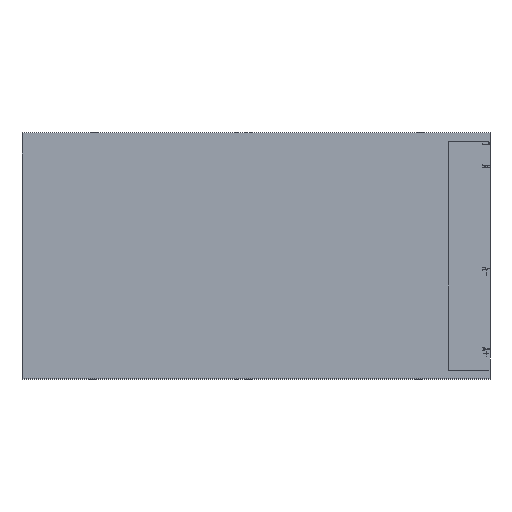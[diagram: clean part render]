
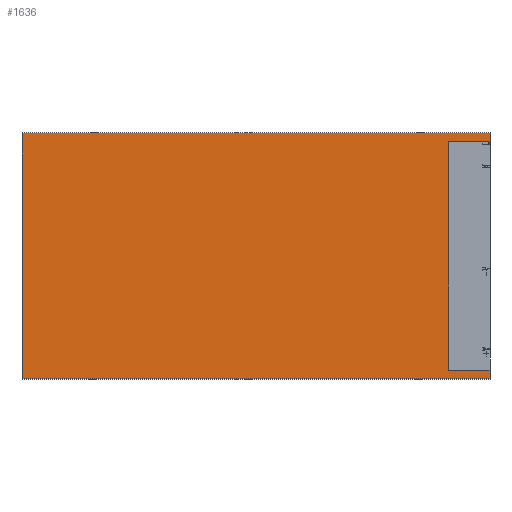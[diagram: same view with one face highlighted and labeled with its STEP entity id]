
A CAD part, top view. The second image highlights one B-rep face of the part: STEP entity #1636.
In plain terms, the highlighted planar face has unit normal (0, 0, 1).
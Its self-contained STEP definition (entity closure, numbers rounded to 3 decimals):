
#98 = DIRECTION ( 'NONE',  ( 1., 0., 0. ) ) ;
#171 = LINE ( 'NONE', #2876, #2040 ) ;
#200 = VECTOR ( 'NONE', #98, 1000. ) ;
#228 = VECTOR ( 'NONE', #1977, 1000. ) ;
#378 = DIRECTION ( 'NONE',  ( -1., 0., 0. ) ) ;
#389 = EDGE_CURVE ( 'NONE', #2728, #3898, #3708, .T. ) ;
#513 = LINE ( 'NONE', #1793, #4261 ) ;
#590 = VECTOR ( 'NONE', #929, 1000. ) ;
#808 = VERTEX_POINT ( 'NONE', #4439 ) ;
#824 = EDGE_CURVE ( 'NONE', #3113, #2728, #1403, .T. ) ;
#929 = DIRECTION ( 'NONE',  ( 0., 1., 0. ) ) ;
#990 = ORIENTED_EDGE ( 'NONE', *, *, #2609, .F. ) ;
#1009 = ORIENTED_EDGE ( 'NONE', *, *, #2293, .F. ) ;
#1163 = FACE_OUTER_BOUND ( 'NONE', #2589, .T. ) ;
#1242 = CARTESIAN_POINT ( 'NONE',  ( 88.5, 52.5, 50. ) ) ;
#1263 = CARTESIAN_POINT ( 'NONE',  ( 107.5, -56.5, 50. ) ) ;
#1403 = LINE ( 'NONE', #3736, #590 ) ;
#1634 = CARTESIAN_POINT ( 'NONE',  ( 88.5, 52.5, 50. ) ) ;
#1636 = ADVANCED_FACE ( 'NONE', ( #1163 ), #3824, .T. ) ;
#1675 = VERTEX_POINT ( 'NONE', #4575 ) ;
#1693 = ORIENTED_EDGE ( 'NONE', *, *, #4469, .T. ) ;
#1734 = EDGE_CURVE ( 'NONE', #3113, #2740, #513, .T. ) ;
#1793 = CARTESIAN_POINT ( 'NONE',  ( 123.5, 52.5, 50. ) ) ;
#1883 = DIRECTION ( 'NONE',  ( -1., 0., 0. ) ) ;
#1977 = DIRECTION ( 'NONE',  ( 0., 1., 0. ) ) ;
#2040 = VECTOR ( 'NONE', #3592, 1000. ) ;
#2041 = LINE ( 'NONE', #3425, #2146 ) ;
#2046 = CARTESIAN_POINT ( 'NONE',  ( 88.5, -52.516, 50. ) ) ;
#2146 = VECTOR ( 'NONE', #3120, 1000. ) ;
#2205 = CARTESIAN_POINT ( 'NONE',  ( -107.5, -56.5, 50. ) ) ;
#2260 = EDGE_CURVE ( 'NONE', #808, #4035, #3024, .T. ) ;
#2293 = EDGE_CURVE ( 'NONE', #2740, #2934, #3862, .T. ) ;
#2406 = LINE ( 'NONE', #2205, #200 ) ;
#2435 = DIRECTION ( 'NONE',  ( 1., 0., 0. ) ) ;
#2589 = EDGE_LOOP ( 'NONE', ( #990, #1009, #3061, #4284, #3201, #1693, #3831, #3080 ) ) ;
#2609 = EDGE_CURVE ( 'NONE', #2934, #4035, #171, .T. ) ;
#2728 = VERTEX_POINT ( 'NONE', #3340 ) ;
#2740 = VERTEX_POINT ( 'NONE', #1242 ) ;
#2764 = VECTOR ( 'NONE', #1883, 1000. ) ;
#2798 = VECTOR ( 'NONE', #3387, 1000. ) ;
#2876 = CARTESIAN_POINT ( 'NONE',  ( 88.5, -52.516, 50. ) ) ;
#2934 = VERTEX_POINT ( 'NONE', #2046 ) ;
#3013 = AXIS2_PLACEMENT_3D ( 'NONE', #4536, #4550, #2435 ) ;
#3024 = LINE ( 'NONE', #1263, #228 ) ;
#3061 = ORIENTED_EDGE ( 'NONE', *, *, #1734, .F. ) ;
#3080 = ORIENTED_EDGE ( 'NONE', *, *, #2260, .T. ) ;
#3113 = VERTEX_POINT ( 'NONE', #3595 ) ;
#3120 = DIRECTION ( 'NONE',  ( 0., -1., 0. ) ) ;
#3150 = CARTESIAN_POINT ( 'NONE',  ( 107.5, -52.516, 50. ) ) ;
#3201 = ORIENTED_EDGE ( 'NONE', *, *, #389, .T. ) ;
#3340 = CARTESIAN_POINT ( 'NONE',  ( 107.5, 56.5, 50. ) ) ;
#3387 = DIRECTION ( 'NONE',  ( 0., -1., 0. ) ) ;
#3425 = CARTESIAN_POINT ( 'NONE',  ( -107.5, 56.5, 50. ) ) ;
#3592 = DIRECTION ( 'NONE',  ( 1., 0., 0. ) ) ;
#3595 = CARTESIAN_POINT ( 'NONE',  ( 107.5, 52.5, 50. ) ) ;
#3636 = CARTESIAN_POINT ( 'NONE',  ( 107.5, 56.5, 50. ) ) ;
#3708 = LINE ( 'NONE', #3636, #2764 ) ;
#3736 = CARTESIAN_POINT ( 'NONE',  ( 107.5, -56.5, 50. ) ) ;
#3824 = PLANE ( 'NONE',  #3013 ) ;
#3831 = ORIENTED_EDGE ( 'NONE', *, *, #3941, .T. ) ;
#3862 = LINE ( 'NONE', #1634, #2798 ) ;
#3898 = VERTEX_POINT ( 'NONE', #3950 ) ;
#3941 = EDGE_CURVE ( 'NONE', #1675, #808, #2406, .T. ) ;
#3950 = CARTESIAN_POINT ( 'NONE',  ( -107.5, 56.5, 50. ) ) ;
#4035 = VERTEX_POINT ( 'NONE', #3150 ) ;
#4261 = VECTOR ( 'NONE', #378, 1000. ) ;
#4284 = ORIENTED_EDGE ( 'NONE', *, *, #824, .T. ) ;
#4439 = CARTESIAN_POINT ( 'NONE',  ( 107.5, -56.5, 50. ) ) ;
#4469 = EDGE_CURVE ( 'NONE', #3898, #1675, #2041, .T. ) ;
#4536 = CARTESIAN_POINT ( 'NONE',  ( 0., 0., 50. ) ) ;
#4550 = DIRECTION ( 'NONE',  ( 0., 0., 1. ) ) ;
#4575 = CARTESIAN_POINT ( 'NONE',  ( -107.5, -56.5, 50. ) ) ;
